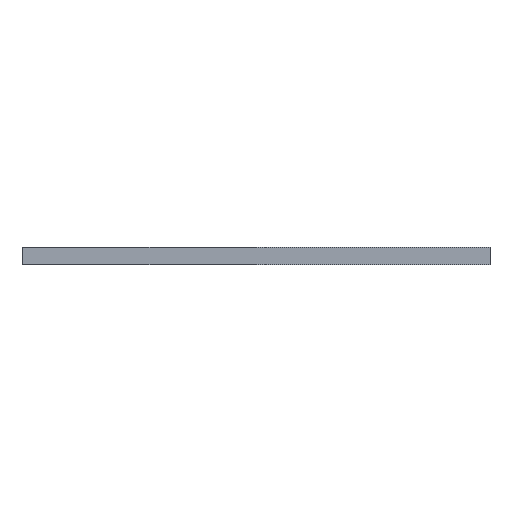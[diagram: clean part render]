
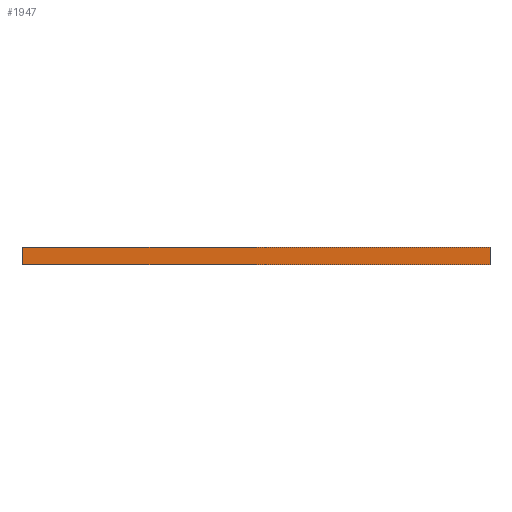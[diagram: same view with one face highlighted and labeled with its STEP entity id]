
A CAD part, left-side view. The second image highlights one B-rep face of the part: STEP entity #1947.
In plain terms, the highlighted planar face has unit normal (-1, 0, 0).
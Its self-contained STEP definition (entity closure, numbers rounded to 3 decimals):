
#41 = VERTEX_POINT ( 'NONE', #2931 ) ;
#131 = CARTESIAN_POINT ( 'NONE',  ( -22.4, -22.875, 0.85 ) ) ;
#143 = DIRECTION ( 'NONE',  ( 0., 0., -1. ) ) ;
#252 = DIRECTION ( 'NONE',  ( -1., 0., 0. ) ) ;
#308 = ORIENTED_EDGE ( 'NONE', *, *, #983, .F. ) ;
#309 = VERTEX_POINT ( 'NONE', #1128 ) ;
#352 = EDGE_CURVE ( 'NONE', #2795, #3048, #2909, .T. ) ;
#369 = LINE ( 'NONE', #1095, #834 ) ;
#374 = DIRECTION ( 'NONE',  ( 0., 1., 0. ) ) ;
#693 = DIRECTION ( 'NONE',  ( 0., 1., 0. ) ) ;
#741 = DIRECTION ( 'NONE',  ( 0., 0., -1. ) ) ;
#803 = EDGE_CURVE ( 'NONE', #309, #41, #1971, .T. ) ;
#834 = VECTOR ( 'NONE', #143, 1000. ) ;
#983 = EDGE_CURVE ( 'NONE', #309, #2795, #369, .T. ) ;
#1095 = CARTESIAN_POINT ( 'NONE',  ( -22.4, -22.875, 0.85 ) ) ;
#1103 = CARTESIAN_POINT ( 'NONE',  ( -22.4, -22.875, -0.85 ) ) ;
#1128 = CARTESIAN_POINT ( 'NONE',  ( -22.4, -22.875, 0.85 ) ) ;
#1218 = VECTOR ( 'NONE', #741, 1000. ) ;
#1405 = CARTESIAN_POINT ( 'NONE',  ( -22.4, 22.875, -0.85 ) ) ;
#1418 = AXIS2_PLACEMENT_3D ( 'NONE', #3145, #252, #2082 ) ;
#1509 = CARTESIAN_POINT ( 'NONE',  ( -22.4, -22.875, -0.85 ) ) ;
#1629 = FACE_OUTER_BOUND ( 'NONE', #2054, .T. ) ;
#1785 = CARTESIAN_POINT ( 'NONE',  ( -22.4, 22.875, 0.85 ) ) ;
#1846 = PLANE ( 'NONE',  #1418 ) ;
#1947 = ADVANCED_FACE ( 'NONE', ( #1629 ), #1846, .T. ) ;
#1971 = LINE ( 'NONE', #131, #2059 ) ;
#2054 = EDGE_LOOP ( 'NONE', ( #3010, #308, #2215, #3165 ) ) ;
#2059 = VECTOR ( 'NONE', #374, 1000. ) ;
#2082 = DIRECTION ( 'NONE',  ( 0., 0., 1. ) ) ;
#2208 = VECTOR ( 'NONE', #693, 1000. ) ;
#2215 = ORIENTED_EDGE ( 'NONE', *, *, #803, .T. ) ;
#2366 = LINE ( 'NONE', #1785, #1218 ) ;
#2428 = EDGE_CURVE ( 'NONE', #41, #3048, #2366, .T. ) ;
#2795 = VERTEX_POINT ( 'NONE', #1509 ) ;
#2909 = LINE ( 'NONE', #1103, #2208 ) ;
#2931 = CARTESIAN_POINT ( 'NONE',  ( -22.4, 22.875, 0.85 ) ) ;
#3010 = ORIENTED_EDGE ( 'NONE', *, *, #352, .F. ) ;
#3048 = VERTEX_POINT ( 'NONE', #1405 ) ;
#3145 = CARTESIAN_POINT ( 'NONE',  ( -22.4, -22.875, 0.85 ) ) ;
#3165 = ORIENTED_EDGE ( 'NONE', *, *, #2428, .T. ) ;
